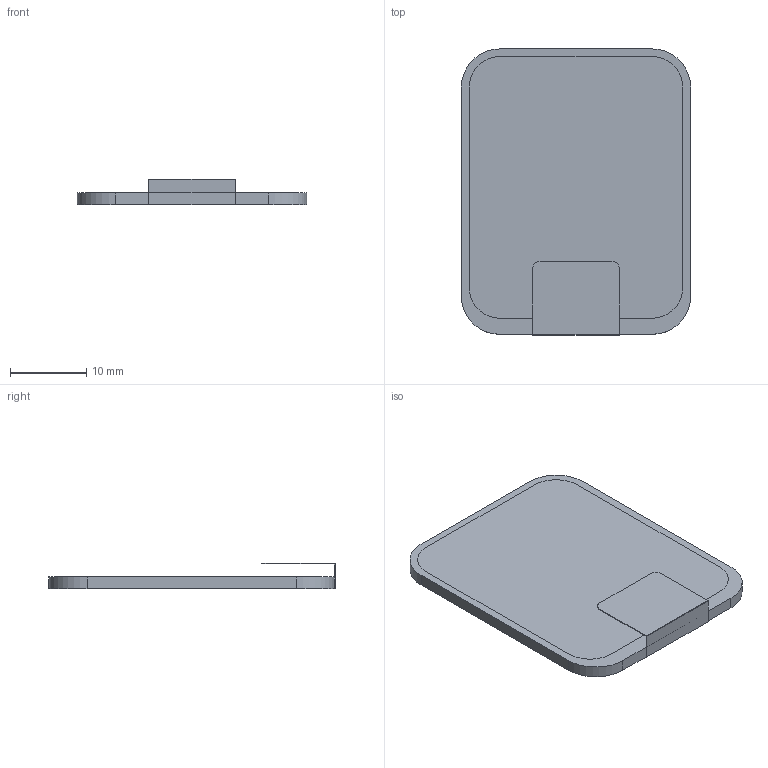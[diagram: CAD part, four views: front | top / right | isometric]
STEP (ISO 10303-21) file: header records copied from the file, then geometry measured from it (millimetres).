
FILE_DESCRIPTION(('FreeCAD Model'),'2;1');
FILE_NAME('Open CASCADE Shape Model','2023-03-08T21:14:42',(''),(''), 'Open CASCADE STEP processor 7.6','FreeCAD','Unknown');
FILE_SCHEMA(('AUTOMOTIVE_DESIGN { 1 0 10303 214 1 1 1 1 }'));
Length unit declared in the file: millimetre
Products named in the file (1): Body
Bounding box: 30.07 x 37.53 x 3.36 mm (x, y, z)
Volume: 1735.5 mm3; surface area: 2675.5 mm2
Topology: 1 solids, 1 shells, 31 faces, 86 edges, 60 vertices
Faces by surface type: plane 23, cylinder 8
Entity records: 2388 total; most frequent: CARTESIAN_POINT 386, DIRECTION 340, LINE 202, VECTOR 202, ORIENTED_EDGE 172, PCURVE 172, DEFINITIONAL_REPRESENTATION 172, EDGE_CURVE 86
